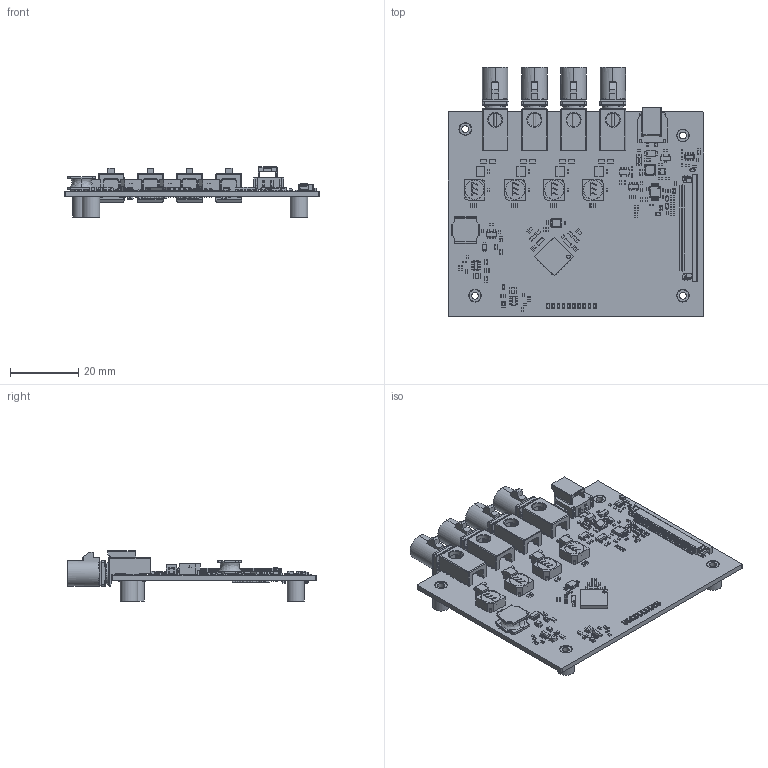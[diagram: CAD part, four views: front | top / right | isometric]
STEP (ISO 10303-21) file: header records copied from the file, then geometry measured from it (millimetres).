
FILE_DESCRIPTION(('KiCad electronic assembly'),'2;1');
FILE_NAME('gmsl-deserializer.step','2025-11-18T17:26:11',('Pcbnew'),( 'Kicad'),'Open CASCADE STEP processor 7.8','KiCad to STEP converter' ,'Unknown');
FILE_SCHEMA(('AUTOMOTIVE_DESIGN { 1 0 10303 214 1 1 1 1 }'));
Length unit declared in the file: millimetre
Products named in the file (47): gmsl-deserializer 1; SOD523F; R_0402_1005Metric; C_0402_1005Metric; L_Coilcraft-PFL1609; R_0603_1608Metric; L_Coilcraft-1210POC; QFN-56-1EP_8x8mm_P0.5mm; Body; ThermalPin; PinsArrayLR; PinsArrayTB; SMF4L51A; sot23-5; L_Coilcraft-MSS6132T; Conn_FAKRA_7-2287906-0; LED_0603_1608Metric; D_SOD-323F; Conn_Molex_Nano-Fit_1x2_SMD_1054301202; C_0603_1608Metric; L_0806_2016Metric; term1; term2; body; sot23-3; sot23-6; L_Bourns-SRN8040; DFN-10_2.5x1mm; Vishay_PowerPAK_1212-8_Single; F_1206_3216Metric; Littelfuse 0466003.NR 1; Littelfuse 0466003.NR 2; Littelfuse 0466003.NR 2_MIR; TSSOP-8 3_1x3_1; pin_TSSOP_tssop_1; body_TSSOP_TSSOP_3.1x3.1_1; Resonator_SMD_Abracon_ABM8G_3.2x2.5mm; WE_68715014522; 6871xx14522_PIN; 6871xx14522_Patte ...
Assembly tree (280 placements, depth 3):
  gmsl-deserializer 1
    SOD523F  x6
    R_0402_1005Metric  x77
    C_0402_1005Metric  x55
    L_Coilcraft-PFL1609  x8
    R_0603_1608Metric  x4
    L_Coilcraft-1210POC  x4
    QFN-56-1EP_8x8mm_P0.5mm
      Body
      ThermalPin
      PinsArrayLR
      PinsArrayTB
    SMF4L51A
    sot23-5  x3
    L_Coilcraft-MSS6132T  x4
    Conn_FAKRA_7-2287906-0  x4
    LED_0603_1608Metric  x10
    D_SOD-323F
    Conn_Molex_Nano-Fit_1x2_SMD_1054301202
    C_0603_1608Metric  x5
    L_0806_2016Metric  x2
      term1
      term2
      body
    sot23-3
    sot23-6  x3
    L_Bourns-SRN8040
    DFN-10_2.5x1mm  x2
    Vishay_PowerPAK_1212-8_Single
    F_1206_3216Metric
      Littelfuse 0466003.NR 1
      Littelfuse 0466003.NR 2
      Littelfuse 0466003.NR 2_MIR
    TSSOP-8 3_1x3_1
      pin_TSSOP_tssop_1  x8
      body_TSSOP_TSSOP_3.1x3.1_1
    Resonator_SMD_Abracon_ABM8G_3.2x2.5mm
    WE_68715014522
      6871xx14522_PIN  x50
      6871xx14522_Patte
      6871xx14522_Patte_2
      68715014522_CAP
      68715014522
    SOT-363_SC-70-6
    9774060151  x4
    SOT-523  x3
    gmsl-deserializer_PCB
Bounding box: 75 x 73.05 x 14.67 mm (x, y, z)
Volume: 11023.7 mm3; surface area: 19422.9 mm2
Topology: 368 solids, 368 shells, 11013 faces, 28212 edges, 17557 vertices
Faces by surface type: plane 7618, cylinder 2291, sphere 478, bspline 388, torus 126, cone 112
Full cylindrical faces by diameter (mm): 1 x1, 1.45 x16, 2.013 x4, 3.5 x4, 3.7 x4, 5.1 x4
Entity records: 130331 total; most frequent: CARTESIAN_POINT 26745, ORIENTED_EDGE 18868, DIRECTION 17463, EDGE_CURVE 9434, LINE 7797, VECTOR 7797, VERTEX_POINT 6071, AXIS2_PLACEMENT_3D 4833
